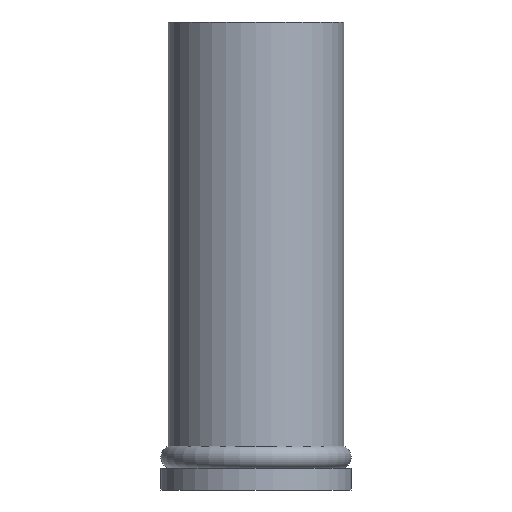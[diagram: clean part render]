
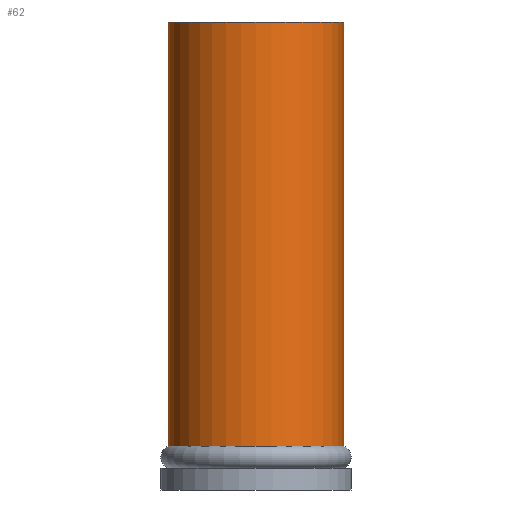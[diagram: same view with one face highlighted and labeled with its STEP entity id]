
A CAD part, front view. The second image highlights one B-rep face of the part: STEP entity #62.
In plain terms, the highlighted cylindrical face has radius 6 mm (diameter 12 mm), a full revolution.
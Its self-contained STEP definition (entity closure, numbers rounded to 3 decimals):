
#47=EDGE_CURVE('240[2]',#104,#104,#105,.T.);
#62=ADVANCED_FACE('240[2]',(#127,#128),#129,.T.);
#67=EDGE_CURVE('240[2]',#136,#136,#137,.T.);
#104=VERTEX_POINT('',#172);
#105=CIRCLE('',#173,6.0);
#127=FACE_BOUND('',#201,.T.);
#128=FACE_BOUND('',#202,.T.);
#129=CYLINDRICAL_SURFACE('',#203,6.0);
#136=VERTEX_POINT('',#212);
#137=CIRCLE('',#213,6.0);
#172=CARTESIAN_POINT('',(0.,6.0,30.5));
#173=AXIS2_PLACEMENT_3D('',#241,#242,#243);
#201=EDGE_LOOP('',(#266));
#202=EDGE_LOOP('',(#267));
#203=AXIS2_PLACEMENT_3D('',#268,#269,#270);
#212=CARTESIAN_POINT('',(0.,6.0,1.5));
#213=AXIS2_PLACEMENT_3D('',#277,#278,#279);
#241=CARTESIAN_POINT('',(0.,0.,30.5));
#242=DIRECTION('',(0.,0.,-1.0));
#243=DIRECTION('',(0.,1.0,0.));
#266=ORIENTED_EDGE('',*,*,#67,.F.);
#267=ORIENTED_EDGE('',*,*,#47,.T.);
#268=CARTESIAN_POINT('',(0.,0.,16.0));
#269=DIRECTION('',(0.,0.,-1.0));
#270=DIRECTION('',(0.,1.0,0.));
#277=CARTESIAN_POINT('',(0.,0.,1.5));
#278=DIRECTION('',(0.,0.,-1.0));
#279=DIRECTION('',(0.,1.0,0.));
